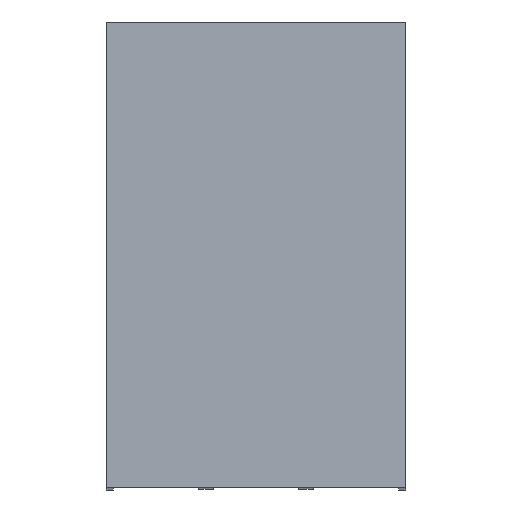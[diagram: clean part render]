
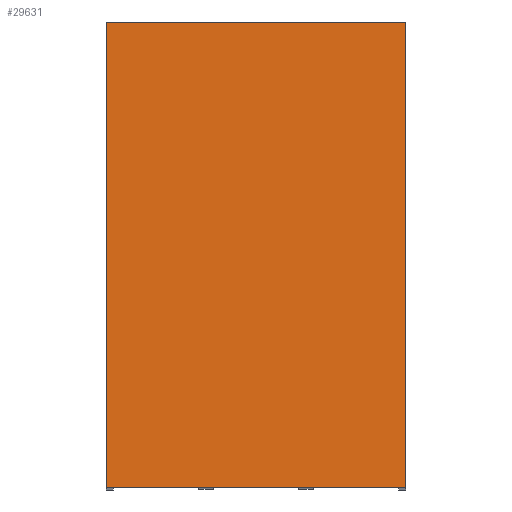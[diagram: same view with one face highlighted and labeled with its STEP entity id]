
A CAD part, front view. The second image highlights one B-rep face of the part: STEP entity #29631.
In plain terms, the highlighted face is planar.
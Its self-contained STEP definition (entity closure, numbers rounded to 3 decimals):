
#12214=DIRECTION('',(0.,0.,-1.));
#12215=VECTOR('',#12214,326.);
#12216=CARTESIAN_POINT('',(-105.,0.,163.));
#12217=LINE('',#12216,#12215);
#13173=DIRECTION('',(0.,0.,1.));
#13174=VECTOR('',#13173,326.);
#13175=CARTESIAN_POINT('',(105.,0.,-163.));
#13176=LINE('',#13175,#13174);
#13859=DIRECTION('',(1.,0.,0.));
#13860=VECTOR('',#13859,210.);
#13861=CARTESIAN_POINT('',(-105.,0.,-163.));
#13862=LINE('',#13861,#13860);
#13908=DIRECTION('',(-1.,0.,0.));
#13909=VECTOR('',#13908,210.);
#13910=CARTESIAN_POINT('',(105.,0.,163.));
#13911=LINE('',#13910,#13909);
#26203=CARTESIAN_POINT('',(-105.,0.,163.));
#26204=VERTEX_POINT('',#26203);
#26205=CARTESIAN_POINT('',(-105.,0.,-163.));
#26206=VERTEX_POINT('',#26205);
#26325=CARTESIAN_POINT('',(105.,0.,-163.));
#26326=VERTEX_POINT('',#26325);
#26383=CARTESIAN_POINT('',(105.,0.,163.));
#26384=VERTEX_POINT('',#26383);
#29619=CARTESIAN_POINT('',(0.,0.,0.));
#29620=DIRECTION('',(0.,1.,0.));
#29621=DIRECTION('',(1.,0.,0.));
#29622=AXIS2_PLACEMENT_3D('',#29619,#29620,#29621);
#29623=PLANE('',#29622);
#29624=ORIENTED_EDGE('',*,*,#27716,.F.);
#29626=ORIENTED_EDGE('',*,*,#29625,.F.);
#29627=ORIENTED_EDGE('',*,*,#28818,.F.);
#29628=ORIENTED_EDGE('',*,*,#29606,.F.);
#29629=EDGE_LOOP('',(#29624,#29626,#29627,#29628));
#29630=FACE_OUTER_BOUND('',#29629,.F.);
#27716=EDGE_CURVE('',#26204,#26206,#12217,.T.);
#28818=EDGE_CURVE('',#26326,#26384,#13176,.T.);
#29606=EDGE_CURVE('',#26206,#26326,#13862,.T.);
#29625=EDGE_CURVE('',#26384,#26204,#13911,.T.);
#29631=ADVANCED_FACE('',(#29630),#29623,.F.);
